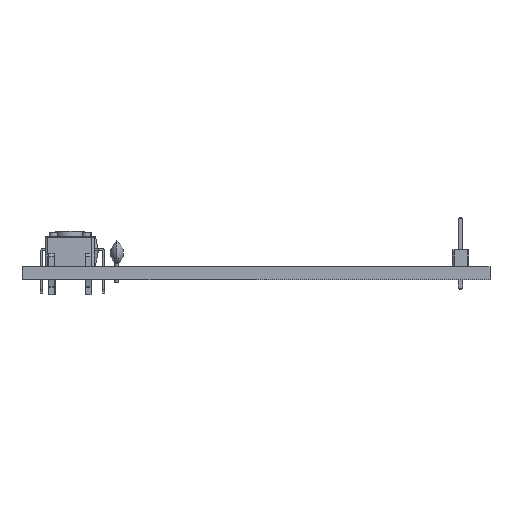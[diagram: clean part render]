
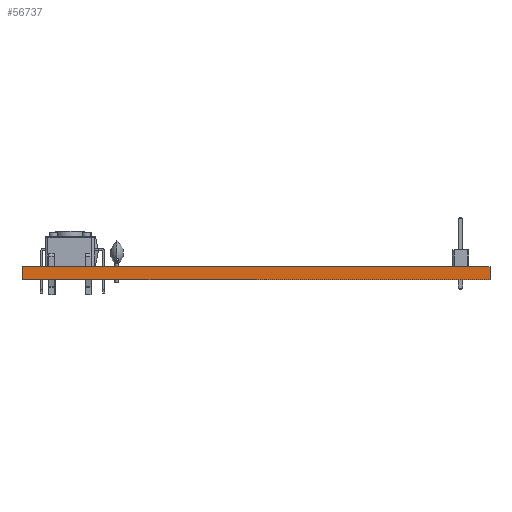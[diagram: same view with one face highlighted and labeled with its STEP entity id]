
A CAD part, left-side view. The second image highlights one B-rep face of the part: STEP entity #56737.
In plain terms, the highlighted planar face has unit normal (-1, 0, 0).
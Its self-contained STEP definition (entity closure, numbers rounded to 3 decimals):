
#56621 = EDGE_CURVE('',#56622,#56624,#56626,.T.);
#56622 = VERTEX_POINT('',#56623);
#56623 = CARTESIAN_POINT('',(81.,-125.1,0.));
#56624 = VERTEX_POINT('',#56625);
#56625 = CARTESIAN_POINT('',(81.,-125.1,1.6));
#56626 = SURFACE_CURVE('',#56627,(#56631,#56643),.PCURVE_S1.);
#56627 = LINE('',#56628,#56629);
#56628 = CARTESIAN_POINT('',(81.,-125.1,0.));
#56629 = VECTOR('',#56630,1.);
#56630 = DIRECTION('',(0.,0.,1.));
#56631 = PCURVE('',#56632,#56637);
#56632 = PLANE('',#56633);
#56633 = AXIS2_PLACEMENT_3D('',#56634,#56635,#56636);
#56634 = CARTESIAN_POINT('',(81.,-125.1,0.));
#56635 = DIRECTION('',(-0.001,1.,0.));
#56636 = DIRECTION('',(1.,0.001,0.));
#56637 = DEFINITIONAL_REPRESENTATION('',(#56638),#56642);
#56638 = LINE('',#56639,#56640);
#56639 = CARTESIAN_POINT('',(0.,0.));
#56640 = VECTOR('',#56641,1.);
#56641 = DIRECTION('',(0.,-1.));
#56642 = ( GEOMETRIC_REPRESENTATION_CONTEXT(2) 
PARAMETRIC_REPRESENTATION_CONTEXT() REPRESENTATION_CONTEXT('2D SPACE',''
  ) );
#56643 = PCURVE('',#56644,#56649);
#56644 = PLANE('',#56645);
#56645 = AXIS2_PLACEMENT_3D('',#56646,#56647,#56648);
#56646 = CARTESIAN_POINT('',(81.,-67.9,0.));
#56647 = DIRECTION('',(1.,0.,0.));
#56648 = DIRECTION('',(0.,-1.,0.));
#56649 = DEFINITIONAL_REPRESENTATION('',(#56650),#56654);
#56650 = LINE('',#56651,#56652);
#56651 = CARTESIAN_POINT('',(57.2,0.));
#56652 = VECTOR('',#56653,1.);
#56653 = DIRECTION('',(0.,-1.));
#56654 = ( GEOMETRIC_REPRESENTATION_CONTEXT(2) 
PARAMETRIC_REPRESENTATION_CONTEXT() REPRESENTATION_CONTEXT('2D SPACE',''
  ) );
#56672 = PLANE('',#56673);
#56673 = AXIS2_PLACEMENT_3D('',#56674,#56675,#56676);
#56674 = CARTESIAN_POINT('',(157.389,-96.443,1.6));
#56675 = DIRECTION('',(0.,0.,1.));
#56676 = DIRECTION('',(1.,0.,0.));
#56726 = PLANE('',#56727);
#56727 = AXIS2_PLACEMENT_3D('',#56728,#56729,#56730);
#56728 = CARTESIAN_POINT('',(157.389,-96.443,0.));
#56729 = DIRECTION('',(0.,0.,1.));
#56730 = DIRECTION('',(1.,0.,0.));
#56737 = ADVANCED_FACE('',(#56738),#56644,.F.);
#56738 = FACE_BOUND('',#56739,.F.);
#56739 = EDGE_LOOP('',(#56740,#56770,#56791,#56792));
#56740 = ORIENTED_EDGE('',*,*,#56741,.T.);
#56741 = EDGE_CURVE('',#56742,#56744,#56746,.T.);
#56742 = VERTEX_POINT('',#56743);
#56743 = CARTESIAN_POINT('',(81.,-67.9,0.));
#56744 = VERTEX_POINT('',#56745);
#56745 = CARTESIAN_POINT('',(81.,-67.9,1.6));
#56746 = SURFACE_CURVE('',#56747,(#56751,#56758),.PCURVE_S1.);
#56747 = LINE('',#56748,#56749);
#56748 = CARTESIAN_POINT('',(81.,-67.9,0.));
#56749 = VECTOR('',#56750,1.);
#56750 = DIRECTION('',(0.,0.,1.));
#56751 = PCURVE('',#56644,#56752);
#56752 = DEFINITIONAL_REPRESENTATION('',(#56753),#56757);
#56753 = LINE('',#56754,#56755);
#56754 = CARTESIAN_POINT('',(0.,0.));
#56755 = VECTOR('',#56756,1.);
#56756 = DIRECTION('',(0.,-1.));
#56757 = ( GEOMETRIC_REPRESENTATION_CONTEXT(2) 
PARAMETRIC_REPRESENTATION_CONTEXT() REPRESENTATION_CONTEXT('2D SPACE',''
  ) );
#56758 = PCURVE('',#56759,#56764);
#56759 = PLANE('',#56760);
#56760 = AXIS2_PLACEMENT_3D('',#56761,#56762,#56763);
#56761 = CARTESIAN_POINT('',(233.9,-67.9,0.));
#56762 = DIRECTION('',(0.,-1.,0.));
#56763 = DIRECTION('',(-1.,0.,0.));
#56764 = DEFINITIONAL_REPRESENTATION('',(#56765),#56769);
#56765 = LINE('',#56766,#56767);
#56766 = CARTESIAN_POINT('',(152.9,0.));
#56767 = VECTOR('',#56768,1.);
#56768 = DIRECTION('',(0.,-1.));
#56769 = ( GEOMETRIC_REPRESENTATION_CONTEXT(2) 
PARAMETRIC_REPRESENTATION_CONTEXT() REPRESENTATION_CONTEXT('2D SPACE',''
  ) );
#56770 = ORIENTED_EDGE('',*,*,#56771,.T.);
#56771 = EDGE_CURVE('',#56744,#56624,#56772,.T.);
#56772 = SURFACE_CURVE('',#56773,(#56777,#56784),.PCURVE_S1.);
#56773 = LINE('',#56774,#56775);
#56774 = CARTESIAN_POINT('',(81.,-67.9,1.6));
#56775 = VECTOR('',#56776,1.);
#56776 = DIRECTION('',(0.,-1.,0.));
#56777 = PCURVE('',#56644,#56778);
#56778 = DEFINITIONAL_REPRESENTATION('',(#56779),#56783);
#56779 = LINE('',#56780,#56781);
#56780 = CARTESIAN_POINT('',(0.,-1.6));
#56781 = VECTOR('',#56782,1.);
#56782 = DIRECTION('',(1.,0.));
#56783 = ( GEOMETRIC_REPRESENTATION_CONTEXT(2) 
PARAMETRIC_REPRESENTATION_CONTEXT() REPRESENTATION_CONTEXT('2D SPACE',''
  ) );
#56784 = PCURVE('',#56672,#56785);
#56785 = DEFINITIONAL_REPRESENTATION('',(#56786),#56790);
#56786 = LINE('',#56787,#56788);
#56787 = CARTESIAN_POINT('',(-76.389,28.543));
#56788 = VECTOR('',#56789,1.);
#56789 = DIRECTION('',(0.,-1.));
#56790 = ( GEOMETRIC_REPRESENTATION_CONTEXT(2) 
PARAMETRIC_REPRESENTATION_CONTEXT() REPRESENTATION_CONTEXT('2D SPACE',''
  ) );
#56791 = ORIENTED_EDGE('',*,*,#56621,.F.);
#56792 = ORIENTED_EDGE('',*,*,#56793,.F.);
#56793 = EDGE_CURVE('',#56742,#56622,#56794,.T.);
#56794 = SURFACE_CURVE('',#56795,(#56799,#56806),.PCURVE_S1.);
#56795 = LINE('',#56796,#56797);
#56796 = CARTESIAN_POINT('',(81.,-67.9,0.));
#56797 = VECTOR('',#56798,1.);
#56798 = DIRECTION('',(0.,-1.,0.));
#56799 = PCURVE('',#56644,#56800);
#56800 = DEFINITIONAL_REPRESENTATION('',(#56801),#56805);
#56801 = LINE('',#56802,#56803);
#56802 = CARTESIAN_POINT('',(0.,0.));
#56803 = VECTOR('',#56804,1.);
#56804 = DIRECTION('',(1.,0.));
#56805 = ( GEOMETRIC_REPRESENTATION_CONTEXT(2) 
PARAMETRIC_REPRESENTATION_CONTEXT() REPRESENTATION_CONTEXT('2D SPACE',''
  ) );
#56806 = PCURVE('',#56726,#56807);
#56807 = DEFINITIONAL_REPRESENTATION('',(#56808),#56812);
#56808 = LINE('',#56809,#56810);
#56809 = CARTESIAN_POINT('',(-76.389,28.543));
#56810 = VECTOR('',#56811,1.);
#56811 = DIRECTION('',(0.,-1.));
#56812 = ( GEOMETRIC_REPRESENTATION_CONTEXT(2) 
PARAMETRIC_REPRESENTATION_CONTEXT() REPRESENTATION_CONTEXT('2D SPACE',''
  ) );
